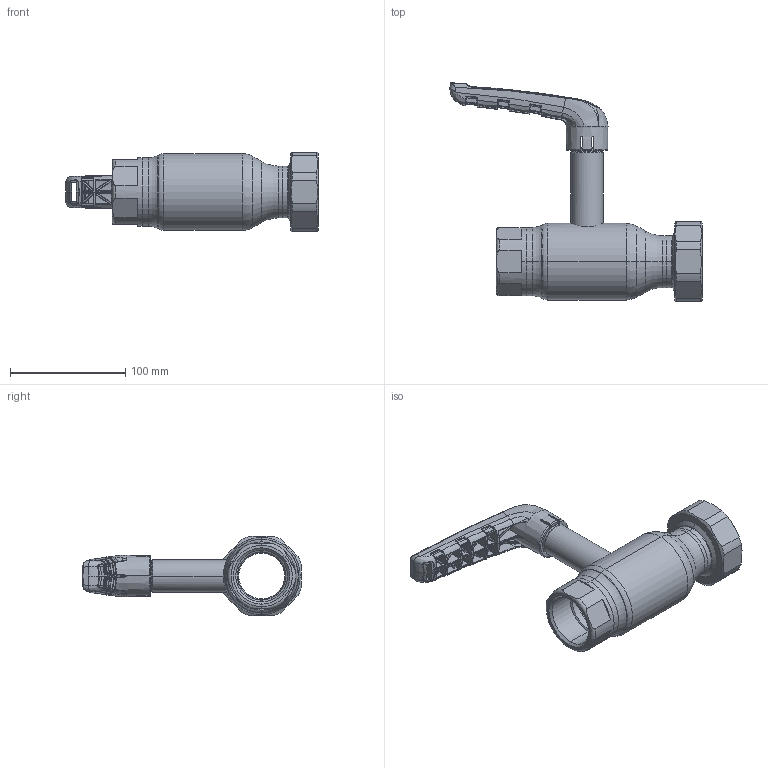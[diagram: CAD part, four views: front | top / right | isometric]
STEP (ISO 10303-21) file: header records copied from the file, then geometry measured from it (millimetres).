
FILE_DESCRIPTION (( 'STEP AP214' ), '1' );
FILE_NAME ('2040002211-xxxx.step', '2019-05-10T10:44:24', ( '' ), ( '' ), 'SwSTEP 2.0', 'SolidWorks 2017', '' );
FILE_SCHEMA (( 'AUTOMOTIVE_DESIGN' ));
Length unit declared in the file: millimetre
Products named in the file (1): 2040002211-xxxx
Bounding box: 219.45 x 190.15 x 69 mm (x, y, z)
Surface area: 87058.2 mm2 (no closed solid volume)
Topology: 0 solids, 10 shells, 790 faces, 2610 edges, 1693 vertices
Faces by surface type: bspline 611, plane 64, cylinder 50, cone 32, torus 27, sphere 6
Entity records: 59135 total; most frequent: CARTESIAN_POINT 33817, ORIENTED_EDGE 4124, EDGE_CURVE 2602, DIRECTION 1797, B_SPLINE_CURVE_WITH_KNOTS 1780, VERTEX_POINT 1693, EDGE_LOOP 801, AXIS2_PLACEMENT_3D 797
